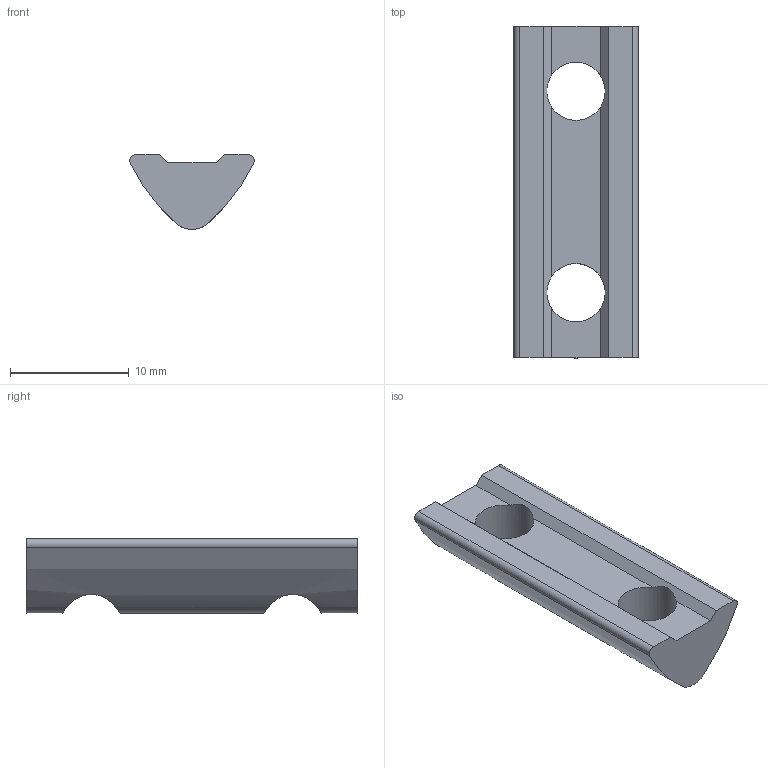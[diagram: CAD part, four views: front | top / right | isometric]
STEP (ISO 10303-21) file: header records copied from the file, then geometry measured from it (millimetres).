
FILE_DESCRIPTION(/* description */ ('Doppelnutenstein einschwenkbar M6, Nut 6'),/* implementation_level */ '2;1');
FILE_NAME(/* name */ '262200146 Doppelnutenstein einschwenkbar M6 N6.stp',/* time_stamp */ '2020-06-05T14:13:49+02:00',/* author */ ('wheldmann'),/* organization */ (''),/* preprocessor_version */ 'ST-DEVELOPER v17.2',/* originating_system */ 'Autodesk Inventor 2019',/* authorisation */ ' ');
FILE_SCHEMA (('AUTOMOTIVE_DESIGN { 1 0 10303 214 3 1 1 }'));
Length unit declared in the file: millimetre
Products named in the file (1): 262200146
Bounding box: 10.5 x 28 x 6.3 mm (x, y, z)
Volume: 947.4 mm3; surface area: 928.1 mm2
Topology: 1 solids, 1 shells, 18 faces, 60 edges, 40 vertices
Faces by surface type: cylinder 9, plane 9
Full cylindrical faces by diameter (mm): 4.917 x2
Entity records: 789 total; most frequent: CARTESIAN_POINT 215, ORIENTED_EDGE 120, DIRECTION 108, EDGE_CURVE 60, VERTEX_POINT 40, AXIS2_PLACEMENT_3D 39, LINE 30, VECTOR 30
